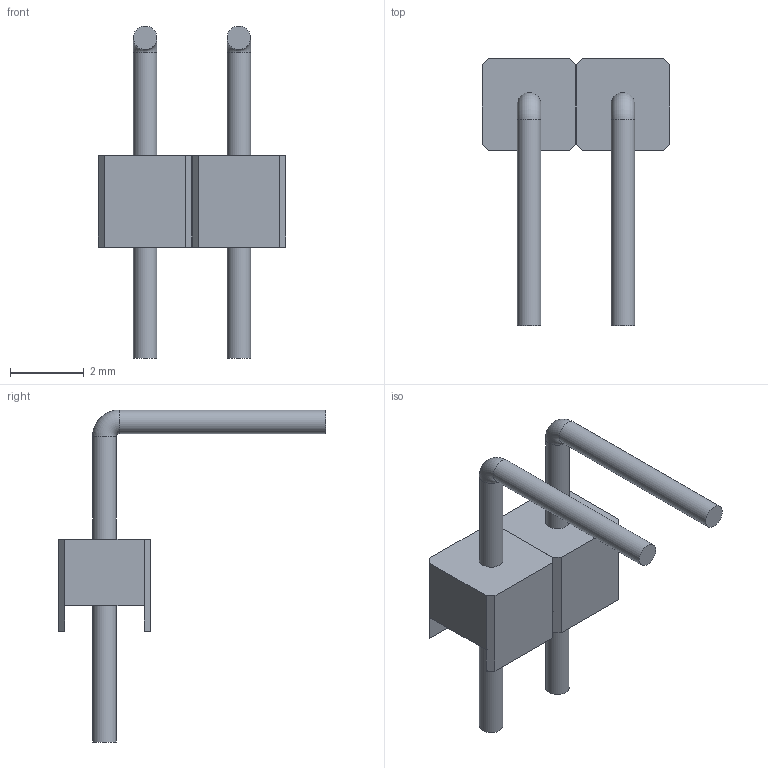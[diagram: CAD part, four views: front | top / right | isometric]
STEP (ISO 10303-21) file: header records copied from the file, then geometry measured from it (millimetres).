
FILE_DESCRIPTION(('STEP AP214'), '1');
FILE_NAME('Äåòàëü', '2015-07-13T10:34:15', ('Àíòîí'), (''), 'ASCON STEP Converter 1.3', 'ASCON Math Kernel', '');
FILE_SCHEMA(('AUTOMOTIVE_DESIGN { 1 0 10303 214 3 1 1}'));
Length unit declared in the file: millimetre
Bounding box: 5.08 x 7.25 x 9 mm (x, y, z)
Volume: 32 mm3; surface area: 125.7 mm2
Topology: 2 solids, 2 shells, 40 faces, 84 edges, 52 vertices
Faces by surface type: plane 32, cylinder 6, torus 2
Full cylindrical faces by diameter (mm): 0.64 x6
Entity records: 1374 total; most frequent: DIRECTION 170, CARTESIAN_POINT 169, ORIENTED_EDGE 152, EDGE_CURVE 76, LINE 64, VECTOR 64, AXIS2_PLACEMENT_3D 53, EDGE_LOOP 52
